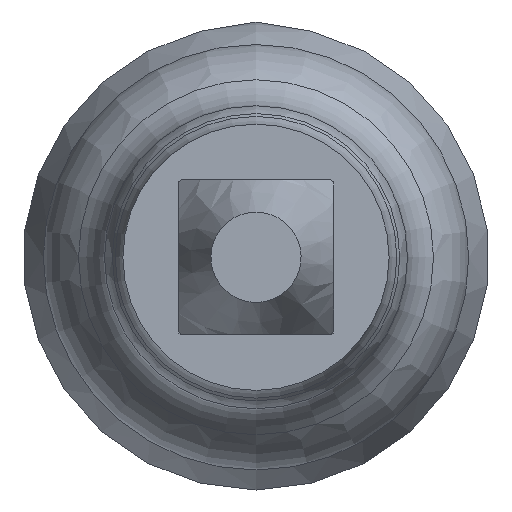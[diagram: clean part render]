
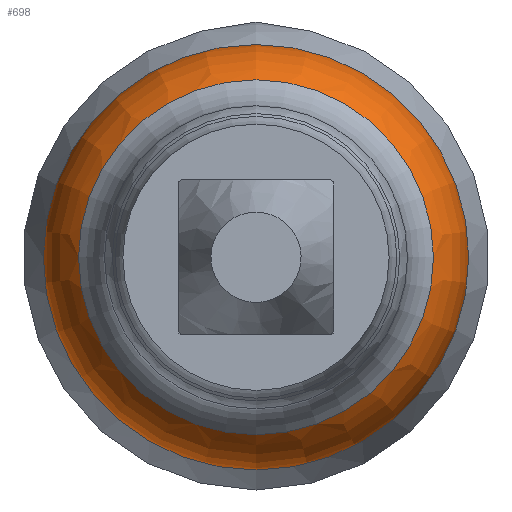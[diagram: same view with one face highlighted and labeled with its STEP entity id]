
A CAD part, left-side view. The second image highlights one B-rep face of the part: STEP entity #698.
In plain terms, the highlighted toroidal (fillet/blend) face has major radius 0.356 mm and minor radius 0.483 mm.
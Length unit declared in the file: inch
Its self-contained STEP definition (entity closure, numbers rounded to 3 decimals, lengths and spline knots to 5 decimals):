
#50 = CARTESIAN_POINT ( 'NONE',  ( 0.11517, 0., 0. ) ) ;
#62 = VERTEX_POINT ( 'NONE', #638 ) ;
#68 = DIRECTION ( 'NONE',  ( 0., 0., 1. ) ) ;
#125 = AXIS2_PLACEMENT_3D ( 'NONE', #50, #541, #442 ) ;
#197 = EDGE_CURVE ( 'NONE', #62, #62, #997, .T. ) ;
#200 = AXIS2_PLACEMENT_3D ( 'NONE', #457, #907, #68 ) ;
#221 = EDGE_LOOP ( 'NONE', ( #914 ) ) ;
#238 = DIRECTION ( 'NONE',  ( -1., 0., 0. ) ) ;
#286 = TOROIDAL_SURFACE ( 'NONE', #125, 0.014, 0.019 ) ;
#442 = DIRECTION ( 'NONE',  ( 0., 0., 1. ) ) ;
#451 = EDGE_CURVE ( 'NONE', #1002, #1002, #537, .T. ) ;
#457 = CARTESIAN_POINT ( 'NONE',  ( 0.10183, 0., 0. ) ) ;
#478 = AXIS2_PLACEMENT_3D ( 'NONE', #1123, #238, #987 ) ;
#537 = CIRCLE ( 'NONE', #200, 0.02753 ) ;
#539 = EDGE_LOOP ( 'NONE', ( #1073 ) ) ;
#541 = DIRECTION ( 'NONE',  ( -1., 0., 0. ) ) ;
#638 = CARTESIAN_POINT ( 'NONE',  ( 0.11517, 0., 0.033 ) ) ;
#698 = ADVANCED_FACE ( 'NONE', ( #798, #804 ), #286, .T. ) ;
#798 = FACE_OUTER_BOUND ( 'NONE', #221, .T. ) ;
#804 = FACE_OUTER_BOUND ( 'NONE', #539, .T. ) ;
#907 = DIRECTION ( 'NONE',  ( -1., 0., 0. ) ) ;
#914 = ORIENTED_EDGE ( 'NONE', *, *, #451, .F. ) ;
#987 = DIRECTION ( 'NONE',  ( 0., 0., 1. ) ) ;
#997 = CIRCLE ( 'NONE', #478, 0.033 ) ;
#1002 = VERTEX_POINT ( 'NONE', #1100 ) ;
#1073 = ORIENTED_EDGE ( 'NONE', *, *, #197, .T. ) ;
#1100 = CARTESIAN_POINT ( 'NONE',  ( 0.10183, 0., 0.02753 ) ) ;
#1123 = CARTESIAN_POINT ( 'NONE',  ( 0.11517, 0., 0. ) ) ;
